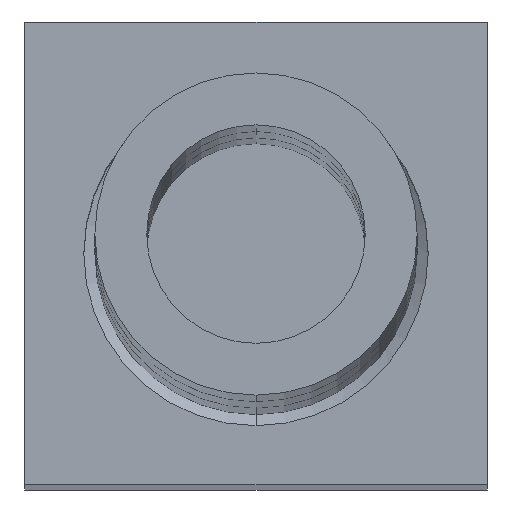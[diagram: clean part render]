
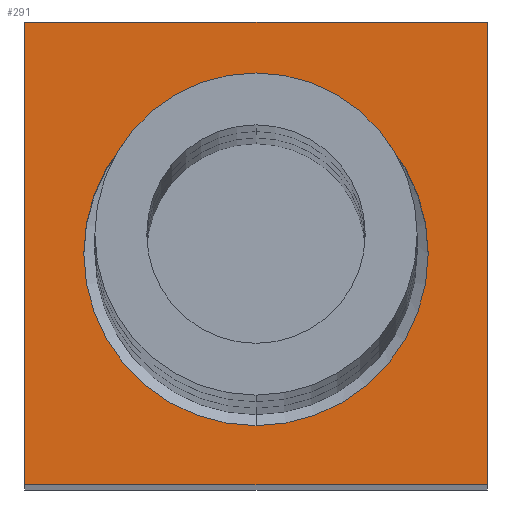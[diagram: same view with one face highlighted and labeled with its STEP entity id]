
A CAD part, top view. The second image highlights one B-rep face of the part: STEP entity #291.
In plain terms, the highlighted planar face has unit normal (0, 0, 1).
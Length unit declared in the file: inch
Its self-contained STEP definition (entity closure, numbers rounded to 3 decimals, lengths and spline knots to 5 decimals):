
#2=DIRECTION('',(1.,0.,0.));
#3=VECTOR('',#2,0.125);
#4=CARTESIAN_POINT('',(-0.0625,-0.0625,0.8324));
#5=LINE('',#4,#3);
#14=DIRECTION('',(0.,-1.,0.));
#15=VECTOR('',#14,0.125);
#16=CARTESIAN_POINT('',(-0.0625,0.0625,0.8324));
#17=LINE('',#16,#15);
#26=DIRECTION('',(0.,1.,0.));
#27=VECTOR('',#26,0.125);
#28=CARTESIAN_POINT('',(0.0625,-0.0625,0.8324));
#29=LINE('',#28,#27);
#56=DIRECTION('',(-1.,0.,0.));
#57=VECTOR('',#56,0.125);
#58=CARTESIAN_POINT('',(0.0625,0.0625,0.8324));
#59=LINE('',#58,#57);
#170=CARTESIAN_POINT('',(0.,0.,0.8324));
#171=DIRECTION('',(0.,0.,1.));
#172=DIRECTION('',(0.,1.,0.));
#173=AXIS2_PLACEMENT_3D('',#170,#171,#172);
#180=CARTESIAN_POINT('',(0.,0.,0.8324));
#181=DIRECTION('',(0.,0.,1.));
#182=DIRECTION('',(0.,-1.,0.));
#183=AXIS2_PLACEMENT_3D('',#180,#181,#182);
#235=CARTESIAN_POINT('',(-0.0625,-0.0625,0.8324));
#236=CARTESIAN_POINT('',(0.0625,-0.0625,0.8324));
#237=VERTEX_POINT('',#235);
#238=VERTEX_POINT('',#236);
#239=CARTESIAN_POINT('',(0.0625,0.0625,0.8324));
#240=VERTEX_POINT('',#239);
#241=CARTESIAN_POINT('',(-0.0625,0.0625,0.8324));
#242=VERTEX_POINT('',#241);
#243=CARTESIAN_POINT('',(0.,0.0465,0.8324));
#244=CARTESIAN_POINT('',(0.,-0.0465,0.8324));
#245=VERTEX_POINT('',#243);
#246=VERTEX_POINT('',#244);
#271=CARTESIAN_POINT('',(0.06299,-0.0625,0.8324));
#272=DIRECTION('',(0.,0.,-1.));
#273=DIRECTION('',(0.,1.,0.));
#274=AXIS2_PLACEMENT_3D('',#271,#272,#273);
#275=PLANE('',#274);
#277=ORIENTED_EDGE('',*,*,#276,.F.);
#279=ORIENTED_EDGE('',*,*,#278,.F.);
#281=ORIENTED_EDGE('',*,*,#280,.F.);
#282=ORIENTED_EDGE('',*,*,#260,.F.);
#283=EDGE_LOOP('',(#277,#279,#281,#282));
#284=FACE_OUTER_BOUND('',#283,.F.);
#286=ORIENTED_EDGE('',*,*,#285,.T.);
#288=ORIENTED_EDGE('',*,*,#287,.T.);
#289=EDGE_LOOP('',(#286,#288));
#290=FACE_BOUND('',#289,.F.);
#291=ADVANCED_FACE('',(#284,#290),#275,.F.);
#174=CIRCLE('',#173,0.0465);
#184=CIRCLE('',#183,0.0465);
#260=EDGE_CURVE('',#237,#238,#5,.T.);
#276=EDGE_CURVE('',#242,#237,#17,.T.);
#278=EDGE_CURVE('',#240,#242,#59,.T.);
#280=EDGE_CURVE('',#238,#240,#29,.T.);
#285=EDGE_CURVE('',#245,#246,#174,.T.);
#287=EDGE_CURVE('',#246,#245,#184,.T.);
